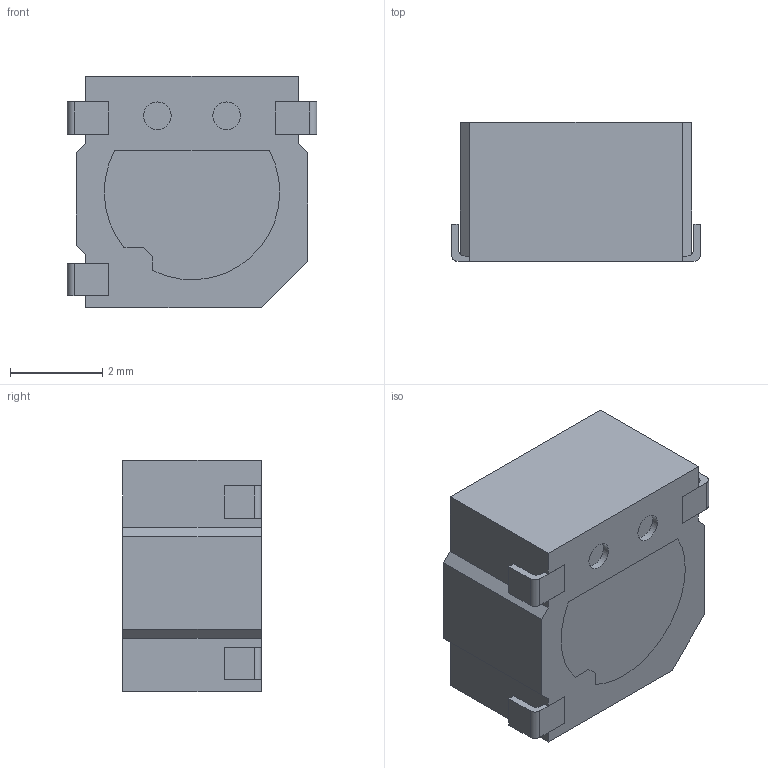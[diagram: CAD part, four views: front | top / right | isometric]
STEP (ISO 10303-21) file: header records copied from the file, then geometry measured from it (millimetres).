
FILE_DESCRIPTION(/* description */ (''),/* implementation_level */ '2;1');
FILE_NAME(/* name */ 'SMT-0540-T-10-R.ipt.step',/* time_stamp */ '2024-02-07T22:39:21-05:00',/* author */ ('admin'),/* organization */ (''),/* preprocessor_version */ 'ST-DEVELOPER v20',/* originating_system */ 'Autodesk Inventor 2024',/* authorisation */ '');
FILE_SCHEMA (('AUTOMOTIVE_DESIGN { 1 0 10303 214 3 1 1 }'));
Length unit declared in the file: millimetre
Products named in the file (1): SMT-0540-T-10-R
Bounding box: 5.4 x 3 x 5 mm (x, y, z)
Volume: 71.1 mm3; surface area: 110.6 mm2
Topology: 1 solids, 1 shells, 59 faces, 159 edges, 106 vertices
Faces by surface type: plane 48, cylinder 11
Full cylindrical faces by diameter (mm): 0.6 x3
Entity records: 1945 total; most frequent: CARTESIAN_POINT 325, ORIENTED_EDGE 318, DIRECTION 301, EDGE_CURVE 159, LINE 137, VECTOR 137, VERTEX_POINT 106, AXIS2_PLACEMENT_3D 82
